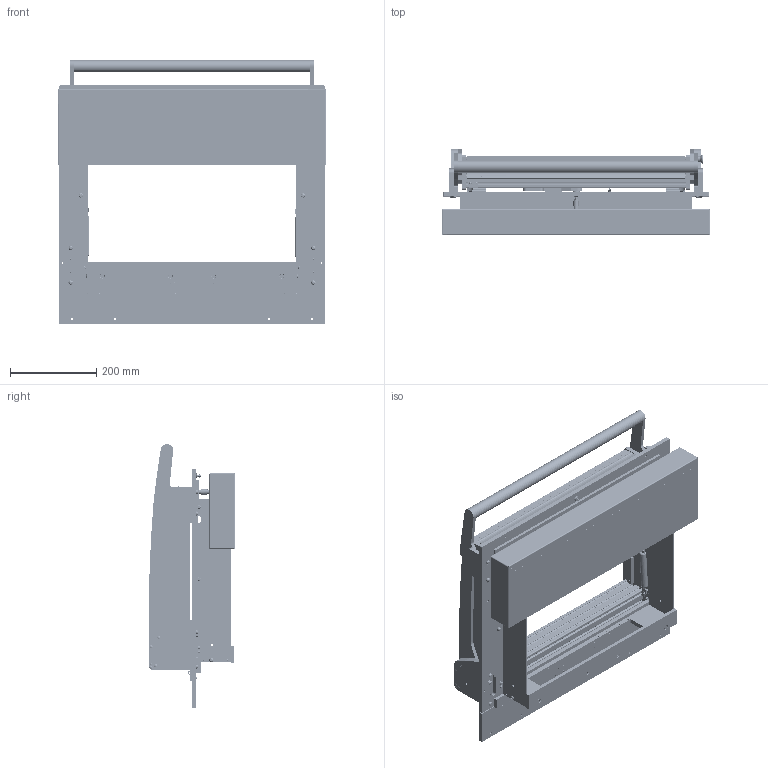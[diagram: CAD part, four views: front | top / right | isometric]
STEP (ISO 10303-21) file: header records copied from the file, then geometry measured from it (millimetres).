
FILE_DESCRIPTION (( 'STEP AP214' ), '1' );
FILE_NAME ('INGUN_32701.STEP', '2021-03-02T15:05:01', ( '' ), ( '' ), 'SwSTEP 2.0', 'SolidWorks 2018', '' );
FILE_SCHEMA (( 'AUTOMOTIVE_DESIGN' ));
Length unit declared in the file: millimetre
Products named in the file (79): 109954~0_KUNDE<S>; 31253~0_S; 37792~1_S; 2528~0; K_02037~0; 31443~1; DIN6325~n_04,0m6x024; 37973~3_S; 109935~0_KUNDE<S>; 31444~14_KUNDE<S>; DIN6325~n_04,0m6x016; 39893~3_KUNDE<S>; 31666~1_S; 57801~2_S; 38827~0_S; 109128~0_S; 30915~0; 55712~0_KUNDE<S>; 31109~0; ISO7380~n_M03,0x005; DIN6325~n_02,0m6x020; 30955~0_S; 32661~0_S; 31788~1_flex <Standard>; DIN6325~n_04,0m6x014; 32659~1_S; 35649~1_S; 32578~1_S; K_02037~0_Standard ohne Dyn Punkt<Standard>; 31442~5_S; 35651~1_S; 35151~0_S; 32339~4_S; DIN125~n_04,3 M04,0; 31446~15_KUNDE<S>; 53031~0_S; 3521~0_Spring Pin ISO 8752 - 3 x 16 - St; ASR~-a-s-r_拱04,2x07x拌8; DIN125~n_05,3 M05,0 Fase; 37188~1_S ...
Assembly tree (188 placements, depth 5):
  INGUN_32701
    37790~9_KUNDE<S>
      109771~0_S
        38001~12
        37968~2_S
        37971~8_S
        37972~6_S
        2281~0_180ø<Standard>  x3
          2281~0
        37188~1_S  x3
        53031~0_S
        35649~1_S
        35651~1_S
        31253~0_S
        30955~0_S
        30915~0
        ASR~-a-s-r_拱04,2x07x拌8  x2
        2528~0  x2
        31109~0
        37973~3_S
        38827~0_S
        31666~1_S
        48727~1_S
          48726~2_S
          DIN6325~n_04,0m6x012
          48565~1_S
          DIN912~n_M04,0x020  x2
          DIN125~n_06,4 M06,0 Fase
          DIN125~n_04,3 M04,0  x2
          49317~0
        48728~1_S
          48726~2_S
          DIN6325~n_04,0m6x012
          48565~1_S
          DIN125~n_06,4 M06,0 Fase
          DIN125~n_04,3 M04,0  x2
          DIN912~n_M04,0x020  x2
          49317~0
        ISO7380~n_M05,0x008  x2
        DIN7991~n_M05,0x025  x6
        DIN7991~n_M05,0x016  x14
        DIN7991~n_M05,0x020  x8
        DIN125~n_05,3 M05,0 Fase  x4
        DIN985-A2~n_M05,0  x4
        DIN6325~n_04,0m6x024
        DIN6325~n_04,0m6x016
        DIN7991~n_M03,0x016 VA  x2
        DIN912~n_M04,0x012
        DIN6325~n_02,0m6x020
        DIN6325~n_03,0m6x010  x4
        DIN6325~n_04,0m6x014  x2
      109952~0_KUNDE<S>
        53734~1_KUNDE<S>
      109953~0_KUNDE<S>
        53734~1_KUNDE<S>
      109935~0_KUNDE<S>
        31444~14_KUNDE<S>
        31446~15_KUNDE<S>
        34328~1_S  x2
        31442~5_S
Bounding box: 622 x 200 x 611.94 mm (x, y, z)
Volume: 5401149.5 mm3; surface area: 2420591 mm2
Topology: 183 solids, 183 shells, 4312 faces, 10715 edges, 6787 vertices
Faces by surface type: cylinder 1740, plane 1657, cone 673, bspline 101, sphere 76, torus 65
Entity records: 83156 total; most frequent: CARTESIAN_POINT 14383, DIRECTION 13909, ORIENTED_EDGE 12302, EDGE_CURVE 6151, AXIS2_PLACEMENT_3D 5289, VERTEX_POINT 3948, VECTOR 3331, LINE 3331
